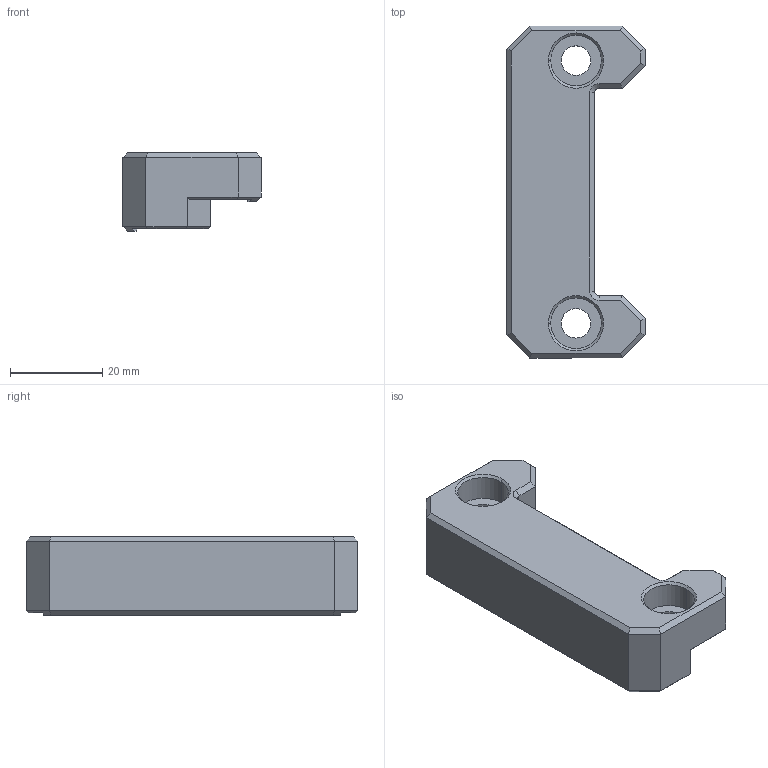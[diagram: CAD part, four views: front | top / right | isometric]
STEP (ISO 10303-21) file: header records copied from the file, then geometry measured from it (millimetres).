
FILE_DESCRIPTION (( 'STEP AP214' ), '1' );
FILE_NAME ('1225-10972 - Rev01 .step', '2019-07-15T14:08:21', ( '' ), ( '' ), 'SwSTEP 2.0', 'SolidWorks 2019', '' );
FILE_SCHEMA (( 'AUTOMOTIVE_DESIGN' ));
Length unit declared in the file: millimetre
Products named in the file (1): 1225-10972 - Rev01 
Bounding box: 30 x 72 x 17 mm (x, y, z)
Volume: 22625 mm3; surface area: 6921.9 mm2
Topology: 1 solids, 1 shells, 80 faces, 194 edges, 118 vertices
Faces by surface type: plane 64, cylinder 10, cone 6
Entity records: 2314 total; most frequent: CARTESIAN_POINT 393, ORIENTED_EDGE 388, DIRECTION 382, EDGE_CURVE 194, VECTOR 168, LINE 168, VERTEX_POINT 118, AXIS2_PLACEMENT_3D 107
